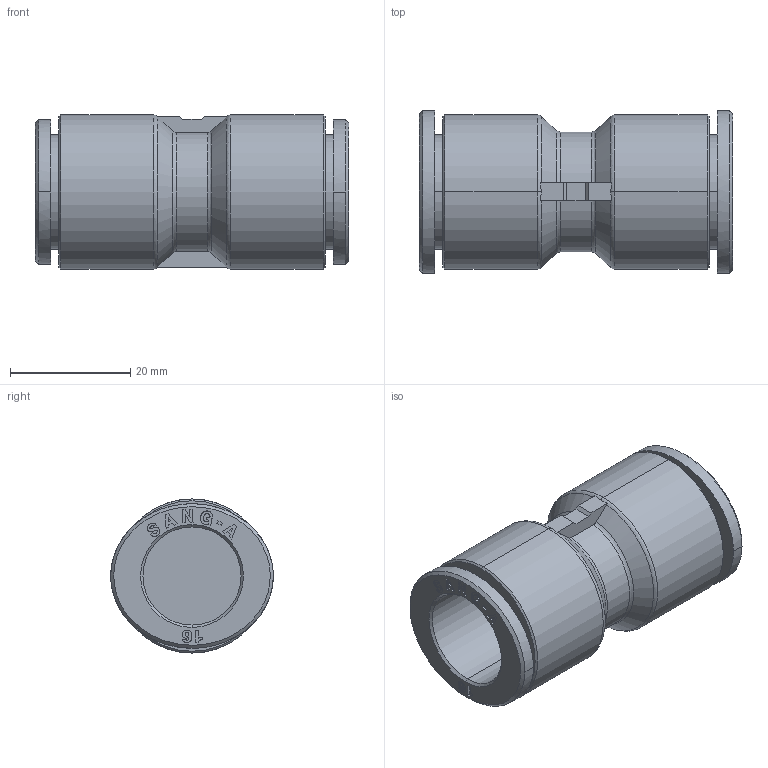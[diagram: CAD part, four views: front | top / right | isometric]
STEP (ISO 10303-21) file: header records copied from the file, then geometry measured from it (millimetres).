
FILE_DESCRIPTION((''),'2;1');
FILE_NAME('GPUC 16(3D).stp','2012-12-27T14:40:25',(''),(''),'Mechanical Desktop.R8.0.24.0','Mechanical Desktop.R8.0.24.0',', , ');
FILE_SCHEMA(('CONFIG_CONTROL_DESIGN'));
Length unit declared in the file: millimetre
Products named in the file (2): GPUC 16(3D); ºÎÇ°1
Assembly tree (1 placements, depth 2):
  GPUC 16(3D)
    ºÎÇ°1
Bounding box: 52 x 27 x 25.6 mm (x, y, z)
Volume: 13914.9 mm3; surface area: 8624.4 mm2
Topology: 1 solids, 1 shells, 486 faces, 1358 edges, 902 vertices
Faces by surface type: plane 374, bspline 62, cylinder 34, cone 12, torus 4
Entity records: 17223 total; most frequent: CARTESIAN_POINT 4740, ORIENTED_EDGE 2716, DIRECTION 2366, EDGE_CURVE 1358, VECTOR 1118, LINE 1118, VERTEX_POINT 902, AXIS2_PLACEMENT_3D 624
